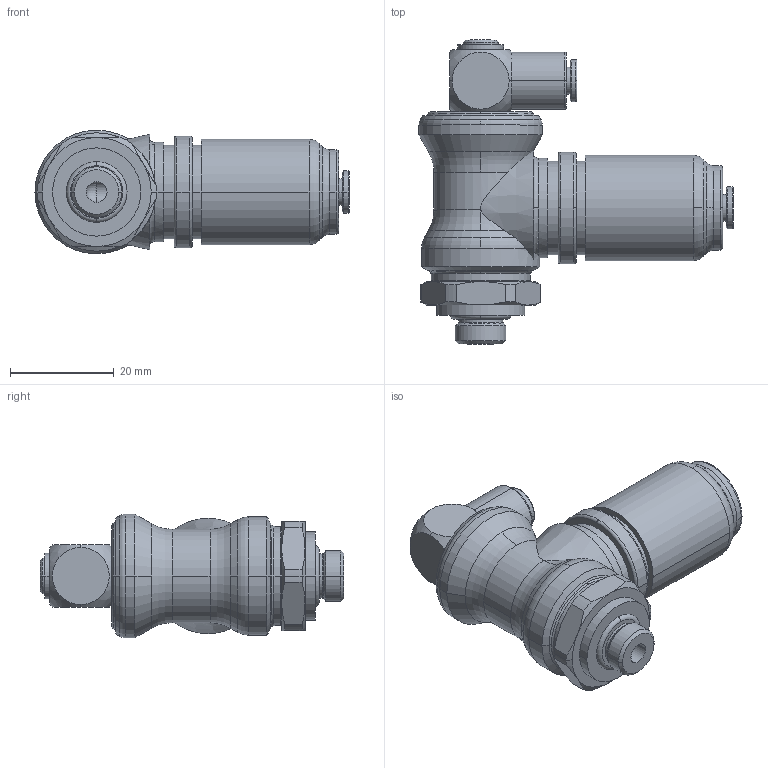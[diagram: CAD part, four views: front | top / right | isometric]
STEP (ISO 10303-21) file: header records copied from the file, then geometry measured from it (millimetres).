
FILE_DESCRIPTION(('STEP AP214'),'1');
FILE_NAME('7883_04_10.stp','2016-07-07T14:31:28',('TraceParts'),('TraceParts S.A.'),'Spatial InterOp 3D',' ',' ');
FILE_SCHEMA(('automotive_design'));
Length unit declared in the file: millimetre
Products named in the file (1): 1
Bounding box: 60.52 x 58.55 x 23.8 mm (x, y, z)
Volume: 26643.4 mm3; surface area: 9045.8 mm2
Topology: 1 solids, 1 shells, 175 faces, 438 edges, 283 vertices
Faces by surface type: cylinder 60, cone 42, torus 38, plane 32, sphere 3
Entity records: 5666 total; most frequent: CARTESIAN_POINT 1285, DIRECTION 1043, ORIENTED_EDGE 872, AXIS2_PLACEMENT_3D 475, EDGE_CURVE 436, CIRCLE 293, VERTEX_POINT 283, EDGE_LOOP 199
